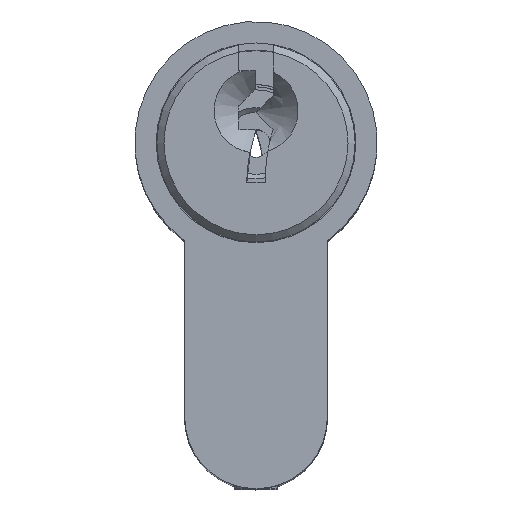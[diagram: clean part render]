
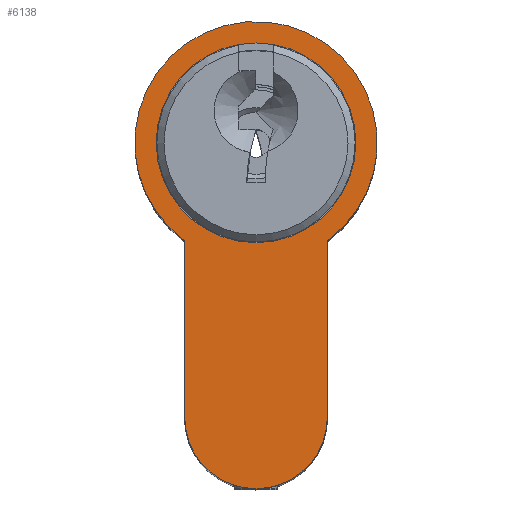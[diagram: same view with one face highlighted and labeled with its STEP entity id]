
A CAD part, top view. The second image highlights one B-rep face of the part: STEP entity #6138.
In plain terms, the highlighted planar face has unit normal (0, 0, 1).
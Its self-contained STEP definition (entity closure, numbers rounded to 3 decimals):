
#208 = FACE_OUTER_BOUND ( 'NONE', #2251, .T. ) ;
#795 = ORIENTED_EDGE ( 'NONE', *, *, #914, .T. ) ;
#914 = EDGE_CURVE ( 'NONE', #9354, #6689, #6038, .T. ) ;
#2251 = EDGE_LOOP ( 'NONE', ( #17650, #9880, #9655, #795 ) ) ;
#2741 = CARTESIAN_POINT ( 'NONE',  ( 7., 9.625, 26. ) ) ;
#2770 = EDGE_CURVE ( 'NONE', #5788, #14380, #9479, .T. ) ;
#3238 = DIRECTION ( 'NONE',  ( 1., 0., 0. ) ) ;
#3384 = DIRECTION ( 'NONE',  ( 0., 0., 1. ) ) ;
#3394 = CARTESIAN_POINT ( 'NONE',  ( 5., 2.751, 26. ) ) ;
#3679 = DIRECTION ( 'NONE',  ( 0., -1., 0. ) ) ;
#3691 = CARTESIAN_POINT ( 'NONE',  ( -5., 2.751, 26. ) ) ;
#4410 = AXIS2_PLACEMENT_3D ( 'NONE', #14292, #6427, #17331 ) ;
#4482 = CIRCLE ( 'NONE', #14639, 8.5 ) ;
#4534 = VECTOR ( 'NONE', #18429, 1000. ) ;
#5788 = VERTEX_POINT ( 'NONE', #19369 ) ;
#6038 = LINE ( 'NONE', #8107, #9017 ) ;
#6103 = FACE_BOUND ( 'NONE', #8493, .T. ) ;
#6138 = ADVANCED_FACE ( 'NONE', ( #6103, #208 ), #12696, .T. ) ;
#6408 = CARTESIAN_POINT ( 'NONE',  ( 0., -9.625, 26. ) ) ;
#6427 = DIRECTION ( 'NONE',  ( 0., 0., 1. ) ) ;
#6689 = VERTEX_POINT ( 'NONE', #6949 ) ;
#6949 = CARTESIAN_POINT ( 'NONE',  ( -5., -9.625, 26. ) ) ;
#6977 = DIRECTION ( 'NONE',  ( 0., 0., 1. ) ) ;
#7294 = EDGE_CURVE ( 'NONE', #8659, #8659, #18451, .T. ) ;
#8107 = CARTESIAN_POINT ( 'NONE',  ( -5., -9.625, 26. ) ) ;
#8493 = EDGE_LOOP ( 'NONE', ( #14125 ) ) ;
#8575 = CARTESIAN_POINT ( 'NONE',  ( 5., -9.625, 26. ) ) ;
#8659 = VERTEX_POINT ( 'NONE', #2741 ) ;
#8682 = CARTESIAN_POINT ( 'NONE',  ( 0., 9.625, 26. ) ) ;
#9017 = VECTOR ( 'NONE', #3679, 1000. ) ;
#9247 = CIRCLE ( 'NONE', #16655, 5. ) ;
#9354 = VERTEX_POINT ( 'NONE', #3691 ) ;
#9479 = LINE ( 'NONE', #8575, #4534 ) ;
#9655 = ORIENTED_EDGE ( 'NONE', *, *, #18958, .T. ) ;
#9880 = ORIENTED_EDGE ( 'NONE', *, *, #2770, .T. ) ;
#11900 = DIRECTION ( 'NONE',  ( 1., 0., 0. ) ) ;
#12696 = PLANE ( 'NONE',  #4410 ) ;
#14125 = ORIENTED_EDGE ( 'NONE', *, *, #7294, .F. ) ;
#14292 = CARTESIAN_POINT ( 'NONE',  ( 0., -9.625, 26. ) ) ;
#14380 = VERTEX_POINT ( 'NONE', #3394 ) ;
#14639 = AXIS2_PLACEMENT_3D ( 'NONE', #18543, #18412, #16800 ) ;
#15998 = EDGE_CURVE ( 'NONE', #6689, #5788, #9247, .T. ) ;
#16655 = AXIS2_PLACEMENT_3D ( 'NONE', #6408, #3384, #3238 ) ;
#16800 = DIRECTION ( 'NONE',  ( 1., 0., 0. ) ) ;
#17331 = DIRECTION ( 'NONE',  ( 1., 0., 0. ) ) ;
#17650 = ORIENTED_EDGE ( 'NONE', *, *, #15998, .T. ) ;
#18412 = DIRECTION ( 'NONE',  ( 0., 0., 1. ) ) ;
#18429 = DIRECTION ( 'NONE',  ( 0., 1., 0. ) ) ;
#18451 = CIRCLE ( 'NONE', #19528, 7. ) ;
#18543 = CARTESIAN_POINT ( 'NONE',  ( 0., 9.625, 26. ) ) ;
#18958 = EDGE_CURVE ( 'NONE', #14380, #9354, #4482, .T. ) ;
#19369 = CARTESIAN_POINT ( 'NONE',  ( 5., -9.625, 26. ) ) ;
#19528 = AXIS2_PLACEMENT_3D ( 'NONE', #8682, #6977, #11900 ) ;
